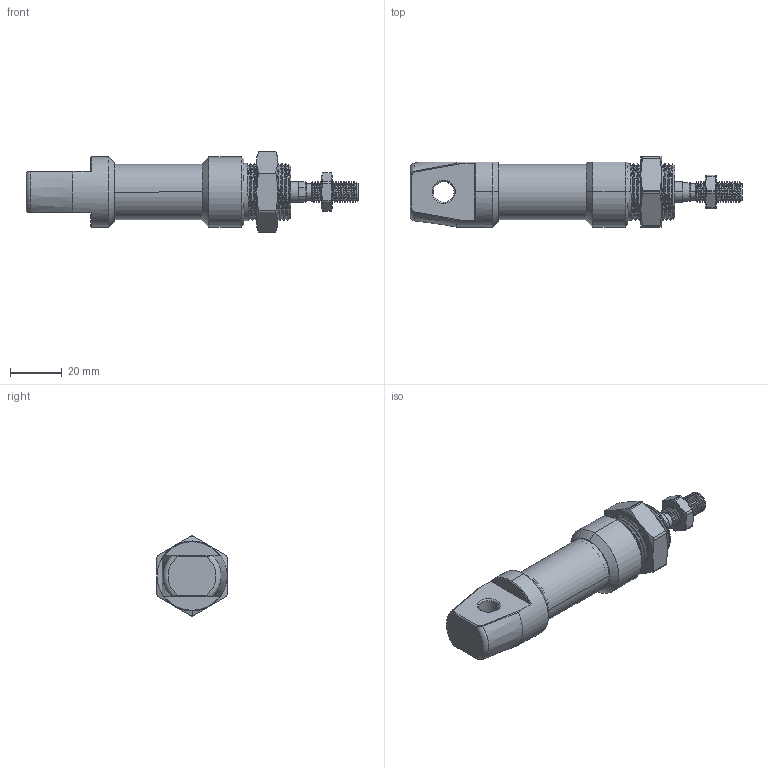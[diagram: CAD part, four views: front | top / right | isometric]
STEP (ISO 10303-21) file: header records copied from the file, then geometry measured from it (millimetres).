
FILE_DESCRIPTION (( 'STEP AP214' ), '1' );
FILE_NAME ('U020 0000 0106.STEP', '2021-04-28T04:53:34', ( '' ), ( '' ), 'SwSTEP 2.0', 'SolidWorks 2019', '' );
FILE_SCHEMA (( 'AUTOMOTIVE_DESIGN' ));
Length unit declared in the file: millimetre
Products named in the file (15): Dæmpeskiver_9020-43; Bolt-DIN912_M5x20; Afstryger (12-25)_EL 0082N3582; U020 0000 0106; 9008-34_9008-34-0; 1020-06; Magnet_9320; 9020-36B1; Stempeltætning_Z82014N3580; 9020-35-R_9020-35-34; 1020-01; Halsmøtrik_U1902502; Oring_ORING 18 X 1; Leje_PAP0808P11; Stempelstangsmøtrik_U1902030
Assembly tree (18 placements, depth 2):
  U020 0000 0106
    1020-01
    1020-06
    9008-34_9008-34-0
    9020-35-R_9020-35-34
    Afstryger (12-25)_EL 0082N3582
    9020-36B1  x2
    Dæmpeskiver_9020-43  x2
    Oring_ORING 18 X 1  x2
    Leje_PAP0808P11
    Magnet_9320
    Stempeltætning_Z82014N3580  x2
    Bolt-DIN912_M5x20
    Halsmøtrik_U1902502
    Stempelstangsmøtrik_U1902030
Bounding box: 128 x 27 x 30.87 mm (x, y, z)
Volume: 38768.8 mm3; surface area: 28423.3 mm2
Topology: 18 solids, 18 shells, 589 faces, 1371 edges, 847 vertices
Faces by surface type: cylinder 260, cone 156, plane 102, torus 48, bspline 23
Entity records: 26338 total; most frequent: CARTESIAN_POINT 14511, ORIENTED_EDGE 2442, DIRECTION 2255, EDGE_CURVE 1221, AXIS2_PLACEMENT_3D 937, VERTEX_POINT 761, EDGE_LOOP 572, ADVANCED_FACE 516
